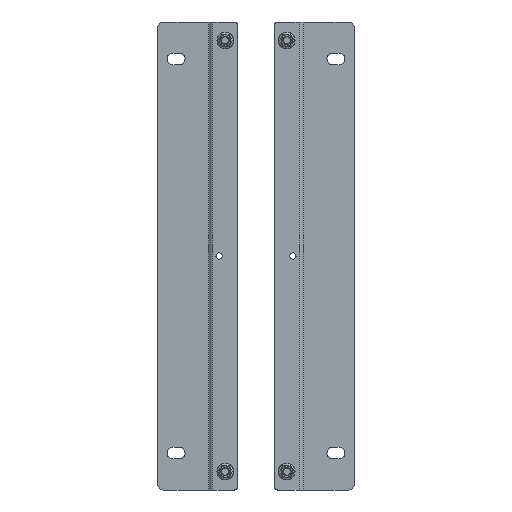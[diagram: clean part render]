
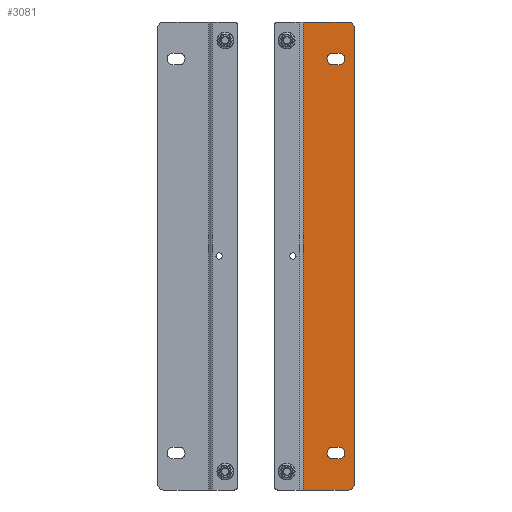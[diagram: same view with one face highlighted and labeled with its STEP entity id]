
A CAD part, front view. The second image highlights one B-rep face of the part: STEP entity #3081.
In plain terms, the highlighted planar face has unit normal (0, -1, 0).
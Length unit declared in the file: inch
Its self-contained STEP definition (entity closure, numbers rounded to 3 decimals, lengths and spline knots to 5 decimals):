
#204 = CARTESIAN_POINT ( 'NONE',  ( 3.245, 0.125, 0. ) ) ;
#338 = CARTESIAN_POINT ( 'NONE',  ( 2.62, 0.125, 7.76 ) ) ;
#880 = EDGE_CURVE ( 'NONE', #6405, #8082, #13363, .T. ) ;
#1114 = DIRECTION ( 'NONE',  ( 0., 0., -1. ) ) ;
#1132 = LINE ( 'NONE', #17458, #9419 ) ;
#1226 = DIRECTION ( 'NONE',  ( 0., 0., -1. ) ) ;
#1311 = CARTESIAN_POINT ( 'NONE',  ( 2.37, 0.125, 8.24 ) ) ;
#1543 = DIRECTION ( 'NONE',  ( 0., 0., -1. ) ) ;
#1572 = DIRECTION ( 'NONE',  ( 0., 1., 0. ) ) ;
#1579 = ORIENTED_EDGE ( 'NONE', *, *, #6619, .F. ) ;
#1627 = EDGE_CURVE ( 'NONE', #15303, #7442, #13096, .T. ) ;
#1638 = VECTOR ( 'NONE', #1226, 39.37008 ) ;
#1844 = FACE_BOUND ( 'NONE', #9049, .T. ) ;
#1975 = VERTEX_POINT ( 'NONE', #5433 ) ;
#2019 = AXIS2_PLACEMENT_3D ( 'NONE', #3756, #3586, #1114 ) ;
#2031 = CARTESIAN_POINT ( 'NONE',  ( 2.21068, 0.125, -9.5 ) ) ;
#2045 = VECTOR ( 'NONE', #11933, 39.37008 ) ;
#2354 = VERTEX_POINT ( 'NONE', #14724 ) ;
#2376 = DIRECTION ( 'NONE',  ( -1., 0., 0. ) ) ;
#3081 = ADVANCED_FACE ( 'NONE', ( #14360, #1844, #7384 ), #12997, .T. ) ;
#3142 = ORIENTED_EDGE ( 'NONE', *, *, #13801, .T. ) ;
#3250 = CARTESIAN_POINT ( 'NONE',  ( 3.245, 0.125, 9.25 ) ) ;
#3388 = DIRECTION ( 'NONE',  ( 1., 0., 0. ) ) ;
#3415 = VERTEX_POINT ( 'NONE', #11591 ) ;
#3550 = CARTESIAN_POINT ( 'NONE',  ( 2.495, 0.125, 7.76 ) ) ;
#3586 = DIRECTION ( 'NONE',  ( 0., -1., 0. ) ) ;
#3756 = CARTESIAN_POINT ( 'NONE',  ( 1.17636, 0.125, 9.5 ) ) ;
#3852 = EDGE_CURVE ( 'NONE', #17422, #8082, #6330, .T. ) ;
#4024 = CARTESIAN_POINT ( 'NONE',  ( 2.37, 0.125, 8. ) ) ;
#4067 = CARTESIAN_POINT ( 'NONE',  ( 2.62, 0.125, -8.24 ) ) ;
#4127 = CARTESIAN_POINT ( 'NONE',  ( 2.995, 0.125, 9.5 ) ) ;
#4180 = AXIS2_PLACEMENT_3D ( 'NONE', #16888, #5558, #4207 ) ;
#4207 = DIRECTION ( 'NONE',  ( 0., 0., -1. ) ) ;
#4242 = ORIENTED_EDGE ( 'NONE', *, *, #16887, .T. ) ;
#4457 = DIRECTION ( 'NONE',  ( 0., 1., 0. ) ) ;
#4526 = CARTESIAN_POINT ( 'NONE',  ( 2.37, 0.125, -8. ) ) ;
#4576 = LINE ( 'NONE', #2031, #9875 ) ;
#4770 = AXIS2_PLACEMENT_3D ( 'NONE', #7021, #1572, #7101 ) ;
#4954 = DIRECTION ( 'NONE',  ( -1., 0., 0. ) ) ;
#5204 = AXIS2_PLACEMENT_3D ( 'NONE', #4024, #9576, #7850 ) ;
#5398 = CARTESIAN_POINT ( 'NONE',  ( 1.17636, 0.125, 9.5 ) ) ;
#5433 = CARTESIAN_POINT ( 'NONE',  ( 3.245, 0.125, -9.25 ) ) ;
#5558 = DIRECTION ( 'NONE',  ( 0., 1., 0. ) ) ;
#5943 = CARTESIAN_POINT ( 'NONE',  ( 1.17636, 0.125, 9.5 ) ) ;
#5989 = CARTESIAN_POINT ( 'NONE',  ( 2.62, 0.125, 8.24 ) ) ;
#6097 = LINE ( 'NONE', #15873, #8334 ) ;
#6157 = LINE ( 'NONE', #3550, #16488 ) ;
#6204 = CARTESIAN_POINT ( 'NONE',  ( 2.37, 0.125, 7.76 ) ) ;
#6215 = CIRCLE ( 'NONE', #10894, 0.24 ) ;
#6330 = LINE ( 'NONE', #11749, #2045 ) ;
#6405 = VERTEX_POINT ( 'NONE', #8484 ) ;
#6494 = CIRCLE ( 'NONE', #13544, 0.25 ) ;
#6495 = ORIENTED_EDGE ( 'NONE', *, *, #9096, .F. ) ;
#6619 = EDGE_CURVE ( 'NONE', #9812, #7442, #13359, .T. ) ;
#6672 = DIRECTION ( 'NONE',  ( 0., 1., 0. ) ) ;
#7021 = CARTESIAN_POINT ( 'NONE',  ( 2.62, 0.125, -8. ) ) ;
#7101 = DIRECTION ( 'NONE',  ( 0., 0., -1. ) ) ;
#7144 = EDGE_LOOP ( 'NONE', ( #16861, #15924, #10610, #1579 ) ) ;
#7173 = ORIENTED_EDGE ( 'NONE', *, *, #11564, .F. ) ;
#7384 = FACE_OUTER_BOUND ( 'NONE', #11981, .T. ) ;
#7442 = VERTEX_POINT ( 'NONE', #1311 ) ;
#7850 = DIRECTION ( 'NONE',  ( 0., 0., -1. ) ) ;
#7929 = VERTEX_POINT ( 'NONE', #3250 ) ;
#8082 = VERTEX_POINT ( 'NONE', #9502 ) ;
#8334 = VECTOR ( 'NONE', #3388, 39.37008 ) ;
#8484 = CARTESIAN_POINT ( 'NONE',  ( 2.37, 0.125, -8.24 ) ) ;
#8524 = ORIENTED_EDGE ( 'NONE', *, *, #13810, .F. ) ;
#8628 = EDGE_CURVE ( 'NONE', #15303, #13214, #6157, .T. ) ;
#8717 = DIRECTION ( 'NONE',  ( 0., 1., 0. ) ) ;
#9049 = EDGE_LOOP ( 'NONE', ( #16486, #6495, #12186, #17473 ) ) ;
#9053 = CARTESIAN_POINT ( 'NONE',  ( 2.995, 0.125, -9.25 ) ) ;
#9096 = EDGE_CURVE ( 'NONE', #6405, #14367, #6097, .T. ) ;
#9268 = DIRECTION ( 'NONE',  ( 1., 0., 0. ) ) ;
#9298 = CARTESIAN_POINT ( 'NONE',  ( 2.495, 0.125, 8.24 ) ) ;
#9419 = VECTOR ( 'NONE', #4954, 39.37008 ) ;
#9502 = CARTESIAN_POINT ( 'NONE',  ( 2.37, 0.125, -7.76 ) ) ;
#9576 = DIRECTION ( 'NONE',  ( 0., 1., 0. ) ) ;
#9697 = CIRCLE ( 'NONE', #4770, 0.24 ) ;
#9812 = VERTEX_POINT ( 'NONE', #5989 ) ;
#9875 = VECTOR ( 'NONE', #13089, 39.37008 ) ;
#10092 = VERTEX_POINT ( 'NONE', #5943 ) ;
#10280 = EDGE_CURVE ( 'NONE', #11081, #7929, #12654, .T. ) ;
#10301 = EDGE_CURVE ( 'NONE', #17422, #14367, #9697, .T. ) ;
#10610 = ORIENTED_EDGE ( 'NONE', *, *, #1627, .T. ) ;
#10894 = AXIS2_PLACEMENT_3D ( 'NONE', #15423, #4457, #17225 ) ;
#11081 = VERTEX_POINT ( 'NONE', #4127 ) ;
#11564 = EDGE_CURVE ( 'NONE', #2354, #3415, #4576, .T. ) ;
#11591 = CARTESIAN_POINT ( 'NONE',  ( 1.17636, 0.125, -9.5 ) ) ;
#11749 = CARTESIAN_POINT ( 'NONE',  ( 2.495, 0.125, -7.76 ) ) ;
#11933 = DIRECTION ( 'NONE',  ( -1., 0., 0. ) ) ;
#11981 = EDGE_LOOP ( 'NONE', ( #15155, #12533, #3142, #4242, #7173, #8524 ) ) ;
#12186 = ORIENTED_EDGE ( 'NONE', *, *, #880, .T. ) ;
#12533 = ORIENTED_EDGE ( 'NONE', *, *, #10280, .F. ) ;
#12654 = CIRCLE ( 'NONE', #4180, 0.25 ) ;
#12997 = PLANE ( 'NONE',  #2019 ) ;
#13089 = DIRECTION ( 'NONE',  ( -1., 0., 0. ) ) ;
#13096 = CIRCLE ( 'NONE', #5204, 0.24 ) ;
#13214 = VERTEX_POINT ( 'NONE', #338 ) ;
#13359 = LINE ( 'NONE', #9298, #17244 ) ;
#13363 = CIRCLE ( 'NONE', #15962, 0.24 ) ;
#13544 = AXIS2_PLACEMENT_3D ( 'NONE', #9053, #6672, #14656 ) ;
#13750 = LINE ( 'NONE', #5398, #1638 ) ;
#13762 = LINE ( 'NONE', #204, #15637 ) ;
#13801 = EDGE_CURVE ( 'NONE', #11081, #10092, #1132, .T. ) ;
#13810 = EDGE_CURVE ( 'NONE', #1975, #2354, #6494, .T. ) ;
#14120 = EDGE_CURVE ( 'NONE', #9812, #13214, #6215, .T. ) ;
#14268 = CARTESIAN_POINT ( 'NONE',  ( 2.62, 0.125, -7.76 ) ) ;
#14360 = FACE_BOUND ( 'NONE', #7144, .T. ) ;
#14367 = VERTEX_POINT ( 'NONE', #4067 ) ;
#14656 = DIRECTION ( 'NONE',  ( 0., 0., -1. ) ) ;
#14724 = CARTESIAN_POINT ( 'NONE',  ( 2.995, 0.125, -9.5 ) ) ;
#15155 = ORIENTED_EDGE ( 'NONE', *, *, #17449, .T. ) ;
#15303 = VERTEX_POINT ( 'NONE', #6204 ) ;
#15423 = CARTESIAN_POINT ( 'NONE',  ( 2.62, 0.125, 8. ) ) ;
#15637 = VECTOR ( 'NONE', #17063, 39.37008 ) ;
#15873 = CARTESIAN_POINT ( 'NONE',  ( 2.495, 0.125, -8.24 ) ) ;
#15924 = ORIENTED_EDGE ( 'NONE', *, *, #8628, .F. ) ;
#15962 = AXIS2_PLACEMENT_3D ( 'NONE', #4526, #8717, #1543 ) ;
#16486 = ORIENTED_EDGE ( 'NONE', *, *, #10301, .T. ) ;
#16488 = VECTOR ( 'NONE', #9268, 39.37008 ) ;
#16861 = ORIENTED_EDGE ( 'NONE', *, *, #14120, .T. ) ;
#16887 = EDGE_CURVE ( 'NONE', #10092, #3415, #13750, .T. ) ;
#16888 = CARTESIAN_POINT ( 'NONE',  ( 2.995, 0.125, 9.25 ) ) ;
#17063 = DIRECTION ( 'NONE',  ( 0., 0., 1. ) ) ;
#17225 = DIRECTION ( 'NONE',  ( 0., 0., -1. ) ) ;
#17244 = VECTOR ( 'NONE', #2376, 39.37008 ) ;
#17422 = VERTEX_POINT ( 'NONE', #14268 ) ;
#17449 = EDGE_CURVE ( 'NONE', #1975, #7929, #13762, .T. ) ;
#17458 = CARTESIAN_POINT ( 'NONE',  ( 2.21068, 0.125, 9.5 ) ) ;
#17473 = ORIENTED_EDGE ( 'NONE', *, *, #3852, .F. ) ;
